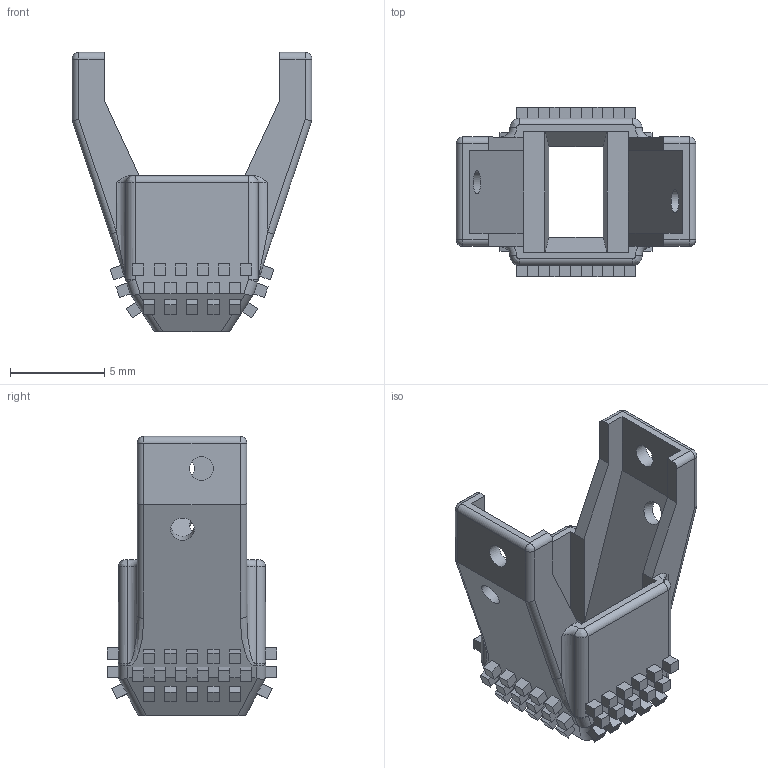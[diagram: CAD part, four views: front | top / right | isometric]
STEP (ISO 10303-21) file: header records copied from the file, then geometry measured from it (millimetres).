
FILE_DESCRIPTION(/* description */ (''),/* implementation_level */ '2;1');
FILE_NAME(/* name */ 'Docking_NP2.stp',/* time_stamp */ '2023-03-17T16:15:10Z',/* author */ ('Pip'),/* organization */ (''),/* preprocessor_version */ 'ST-DEVELOPER v19',/* originating_system */ 'Autodesk Inventor 2023',/* authorisation */ '');
FILE_SCHEMA (('AUTOMOTIVE_DESIGN { 1 0 10303 214 3 1 1 }'));
Length unit declared in the file: millimetre
Products named in the file (1): Docking_NP2
Bounding box: 12.7 x 9 x 14.8 mm (x, y, z)
Volume: 267.7 mm3; surface area: 828.5 mm2
Topology: 1 solids, 1 shells, 429 faces, 1094 edges, 696 vertices
Faces by surface type: plane 369, cylinder 40, bspline 12, sphere 4, torus 4
Full cylindrical faces by diameter (mm): 1.25 x4
Entity records: 12891 total; most frequent: CARTESIAN_POINT 2460, ORIENTED_EDGE 2180, DIRECTION 2030, EDGE_CURVE 1090, LINE 970, VECTOR 970, VERTEX_POINT 696, AXIS2_PLACEMENT_3D 530
